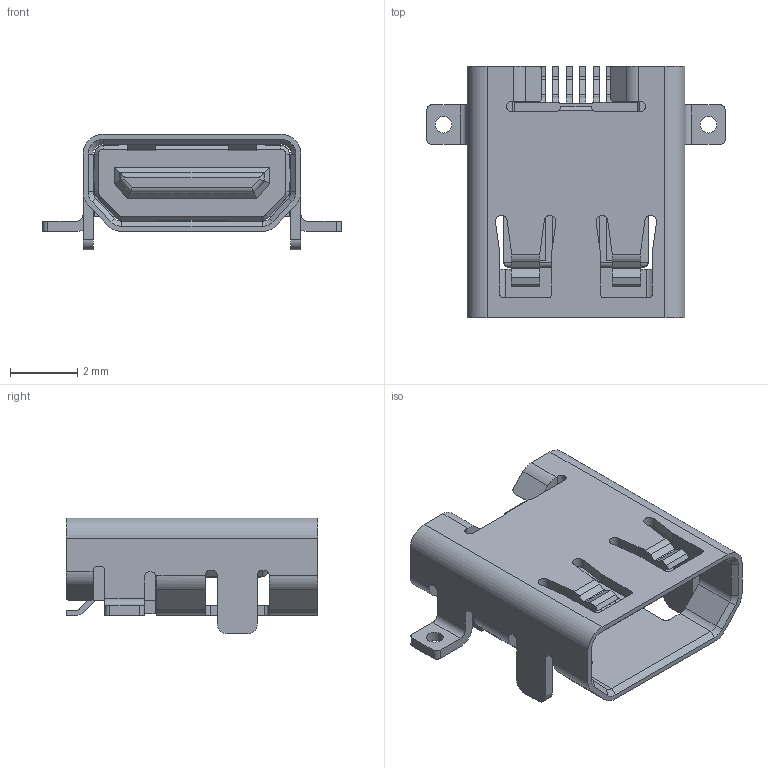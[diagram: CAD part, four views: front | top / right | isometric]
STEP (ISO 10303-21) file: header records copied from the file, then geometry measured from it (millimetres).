
FILE_DESCRIPTION(('FreeCAD Model'),'2;1');
FILE_NAME('Open CASCADE Shape Model','2025-08-13T16:23:30',( 'kicad StepUp'),('ksu MCAD'),'Open CASCADE STEP processor 7.9', 'FreeCAD','Unknown');
FILE_SCHEMA(('AUTOMOTIVE_DESIGN { 1 0 10303 214 1 1 1 1 }'));
Length unit declared in the file: millimetre
Products named in the file (1): HDMI_Micro-D_Molex_46765-2xxx
Bounding box: 8.9 x 7.5 x 3.45 mm (x, y, z)
Volume: 62.6 mm3; surface area: 347.6 mm2
Topology: 1 solids, 1 shells, 689 faces, 1972 edges, 1290 vertices
Faces by surface type: plane 475, cylinder 196, cone 18
Full cylindrical faces by diameter (mm): 0.5 x2
Entity records: 28634 total; most frequent: CARTESIAN_POINT 3998, ORIENTED_EDGE 3944, DIRECTION 3758, EDGE_CURVE 1972, LINE 1554, VECTOR 1554, VERTEX_POINT 1290, AXIS2_PLACEMENT_3D 1102
